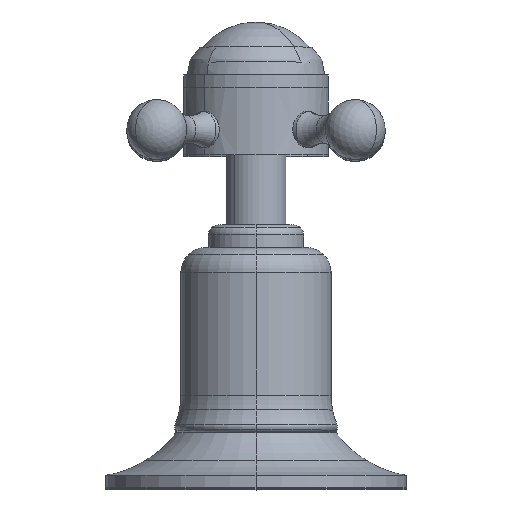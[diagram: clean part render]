
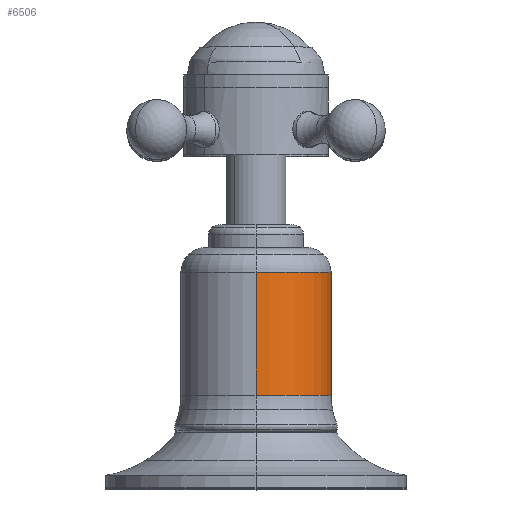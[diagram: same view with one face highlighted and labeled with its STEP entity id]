
A CAD part, top view. The second image highlights one B-rep face of the part: STEP entity #6506.
In plain terms, the highlighted cylindrical face has radius 15 mm (diameter 30 mm), a partial arc.
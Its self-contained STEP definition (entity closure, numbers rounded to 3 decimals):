
#5937=CARTESIAN_POINT('',(19.072,-5.393,100.));
#5938=DIRECTION('',(0.,1.,0.));
#5939=DIRECTION('',(0.,0.,1.));
#5940=AXIS2_PLACEMENT_3D('',#5937,#5938,#5939);
#5947=DIRECTION('',(0.,1.,0.));
#5948=VECTOR('',#5947,24.5);
#5949=CARTESIAN_POINT('',(19.072,-5.393,115.));
#5950=LINE('',#5949,#5948);
#5951=DIRECTION('',(0.,1.,0.));
#5952=VECTOR('',#5951,24.5);
#5953=CARTESIAN_POINT('',(19.072,-5.393,85.));
#5954=LINE('',#5953,#5952);
#5980=CARTESIAN_POINT('',(19.072,19.107,100.));
#5981=DIRECTION('',(0.,-1.,0.));
#5982=DIRECTION('',(0.,0.,-1.));
#5983=AXIS2_PLACEMENT_3D('',#5980,#5981,#5982);
#6183=CARTESIAN_POINT('',(19.072,-5.393,115.));
#6184=CARTESIAN_POINT('',(19.072,-5.393,85.));
#6185=VERTEX_POINT('',#6183);
#6186=VERTEX_POINT('',#6184);
#6187=CARTESIAN_POINT('',(19.072,19.107,115.));
#6188=VERTEX_POINT('',#6187);
#6189=CARTESIAN_POINT('',(19.072,19.107,85.));
#6190=VERTEX_POINT('',#6189);
#6492=CARTESIAN_POINT('',(19.072,-26.863,100.));
#6493=DIRECTION('',(0.,-1.,0.));
#6494=DIRECTION('',(0.,0.,-1.));
#6495=AXIS2_PLACEMENT_3D('',#6492,#6493,#6494);
#6496=CYLINDRICAL_SURFACE('',#6495,15.);
#6497=ORIENTED_EDGE('',*,*,#6482,.F.);
#6499=ORIENTED_EDGE('',*,*,#6498,.T.);
#6501=ORIENTED_EDGE('',*,*,#6500,.F.);
#6503=ORIENTED_EDGE('',*,*,#6502,.F.);
#6504=EDGE_LOOP('',(#6497,#6499,#6501,#6503));
#6505=FACE_OUTER_BOUND('',#6504,.F.);
#6506=ADVANCED_FACE('',(#6505),#6496,.T.);
#5941=CIRCLE('',#5940,15.);
#5984=CIRCLE('',#5983,15.);
#6482=EDGE_CURVE('',#6185,#6186,#5941,.T.);
#6498=EDGE_CURVE('',#6185,#6188,#5950,.T.);
#6500=EDGE_CURVE('',#6190,#6188,#5984,.T.);
#6502=EDGE_CURVE('',#6186,#6190,#5954,.T.);
